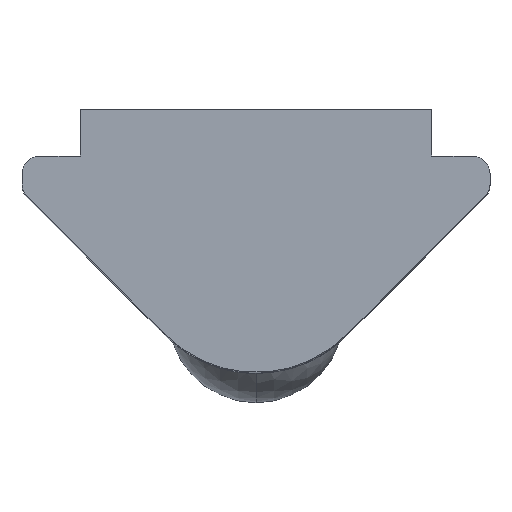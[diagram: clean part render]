
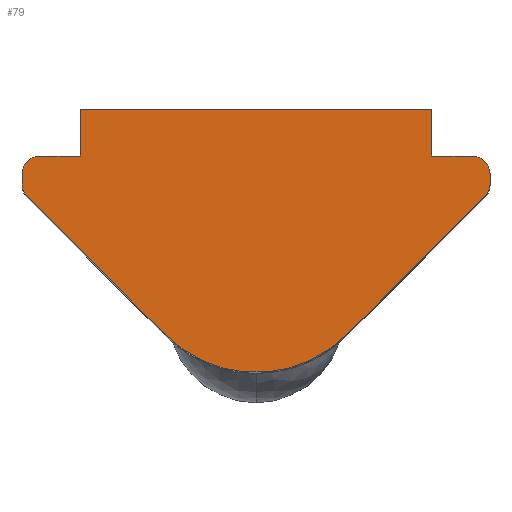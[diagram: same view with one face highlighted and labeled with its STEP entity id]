
A CAD part, top view. The second image highlights one B-rep face of the part: STEP entity #79.
In plain terms, the highlighted planar face has unit normal (0, 0, 1).
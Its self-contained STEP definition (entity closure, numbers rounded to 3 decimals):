
#21 = DIRECTION ( 'NONE',  ( 0., 0., 1. ) ) ;
#29 = EDGE_CURVE ( 'NONE', #862, #874, #294, .T. ) ;
#31 = CARTESIAN_POINT ( 'NONE',  ( -3., 0., 6.5 ) ) ;
#36 = DIRECTION ( 'NONE',  ( -1., 0., 0. ) ) ;
#39 = AXIS2_PLACEMENT_3D ( 'NONE', #575, #21, #440 ) ;
#42 = CARTESIAN_POINT ( 'NONE',  ( 4., -1.1, 6.5 ) ) ;
#51 = EDGE_CURVE ( 'NONE', #874, #206, #653, .T. ) ;
#53 = DIRECTION ( 'NONE',  ( 0., 1., 0. ) ) ;
#54 = EDGE_CURVE ( 'NONE', #58, #71, #615, .T. ) ;
#56 = CARTESIAN_POINT ( 'NONE',  ( -1.536, -3.864, 6.5 ) ) ;
#58 = VERTEX_POINT ( 'NONE', #299 ) ;
#59 = CARTESIAN_POINT ( 'NONE',  ( 4., -1.4, 6.5 ) ) ;
#62 = CARTESIAN_POINT ( 'NONE',  ( -3.7, -1.1, 6.5 ) ) ;
#71 = VERTEX_POINT ( 'NONE', #562 ) ;
#79 = ADVANCED_FACE ( 'NONE', ( #172 ), #829, .F. ) ;
#86 = ORIENTED_EDGE ( 'NONE', *, *, #821, .T. ) ;
#89 = ORIENTED_EDGE ( 'NONE', *, *, #783, .T. ) ;
#90 = CARTESIAN_POINT ( 'NONE',  ( -3., 0., 6.5 ) ) ;
#92 = CARTESIAN_POINT ( 'NONE',  ( -3.7, -0.8, 6.5 ) ) ;
#95 = EDGE_CURVE ( 'NONE', #128, #247, #436, .T. ) ;
#96 = VECTOR ( 'NONE', #587, 1000. ) ;
#107 = EDGE_CURVE ( 'NONE', #247, #448, #570, .T. ) ;
#113 = CARTESIAN_POINT ( 'NONE',  ( 3., -0.8, 6.5 ) ) ;
#117 = CARTESIAN_POINT ( 'NONE',  ( -4., -1.276, 6.5 ) ) ;
#122 = LINE ( 'NONE', #338, #186 ) ;
#127 = VECTOR ( 'NONE', #316, 1000. ) ;
#128 = VERTEX_POINT ( 'NONE', #359 ) ;
#166 = CARTESIAN_POINT ( 'NONE',  ( -3.7, -1.276, 6.5 ) ) ;
#167 = VECTOR ( 'NONE', #198, 1000. ) ;
#168 = AXIS2_PLACEMENT_3D ( 'NONE', #590, #738, #600 ) ;
#172 = FACE_OUTER_BOUND ( 'NONE', #484, .T. ) ;
#186 = VECTOR ( 'NONE', #593, 1000. ) ;
#189 = ORIENTED_EDGE ( 'NONE', *, *, #95, .T. ) ;
#198 = DIRECTION ( 'NONE',  ( 0.707, 0.707, 0. ) ) ;
#206 = VERTEX_POINT ( 'NONE', #223 ) ;
#223 = CARTESIAN_POINT ( 'NONE',  ( -3.912, -1.488, 6.5 ) ) ;
#226 = AXIS2_PLACEMENT_3D ( 'NONE', #62, #719, #382 ) ;
#229 = CARTESIAN_POINT ( 'NONE',  ( 0., -2.327, 6.5 ) ) ;
#238 = CARTESIAN_POINT ( 'NONE',  ( -3., 0., 6.5 ) ) ;
#241 = VECTOR ( 'NONE', #53, 1000. ) ;
#247 = VERTEX_POINT ( 'NONE', #90 ) ;
#250 = CARTESIAN_POINT ( 'NONE',  ( 3., -0.8, 6.5 ) ) ;
#260 = CARTESIAN_POINT ( 'NONE',  ( 4., -0.8, 6.5 ) ) ;
#261 = ORIENTED_EDGE ( 'NONE', *, *, #51, .T. ) ;
#275 = ORIENTED_EDGE ( 'NONE', *, *, #591, .T. ) ;
#281 = LINE ( 'NONE', #260, #241 ) ;
#294 = LINE ( 'NONE', #306, #506 ) ;
#299 = CARTESIAN_POINT ( 'NONE',  ( 3.912, -1.488, 6.5 ) ) ;
#306 = CARTESIAN_POINT ( 'NONE',  ( -4., -0.8, 6.5 ) ) ;
#308 = VERTEX_POINT ( 'NONE', #250 ) ;
#316 = DIRECTION ( 'NONE',  ( 0., -1., 0. ) ) ;
#338 = CARTESIAN_POINT ( 'NONE',  ( 3., 0., 6.5 ) ) ;
#341 = CARTESIAN_POINT ( 'NONE',  ( 1.536, -3.864, 6.5 ) ) ;
#359 = CARTESIAN_POINT ( 'NONE',  ( 3., 0., 6.5 ) ) ;
#364 = LINE ( 'NONE', #753, #415 ) ;
#369 = ORIENTED_EDGE ( 'NONE', *, *, #29, .T. ) ;
#378 = DIRECTION ( 'NONE',  ( 0.707, -0.707, 0. ) ) ;
#379 = DIRECTION ( 'NONE',  ( 0., 0., 1. ) ) ;
#382 = DIRECTION ( 'NONE',  ( -1., 0., 0. ) ) ;
#387 = CARTESIAN_POINT ( 'NONE',  ( -4., -1.1, 6.5 ) ) ;
#396 = ORIENTED_EDGE ( 'NONE', *, *, #528, .T. ) ;
#415 = VECTOR ( 'NONE', #378, 1000. ) ;
#426 = AXIS2_PLACEMENT_3D ( 'NONE', #166, #379, #433 ) ;
#430 = ORIENTED_EDGE ( 'NONE', *, *, #54, .T. ) ;
#433 = DIRECTION ( 'NONE',  ( -1., 0., 0. ) ) ;
#436 = LINE ( 'NONE', #31, #519 ) ;
#440 = DIRECTION ( 'NONE',  ( -1., 0., 0. ) ) ;
#442 = EDGE_CURVE ( 'NONE', #448, #674, #660, .T. ) ;
#448 = VERTEX_POINT ( 'NONE', #655 ) ;
#450 = ORIENTED_EDGE ( 'NONE', *, *, #475, .T. ) ;
#455 = VECTOR ( 'NONE', #718, 1000. ) ;
#462 = CARTESIAN_POINT ( 'NONE',  ( -3., -0.8, 6.5 ) ) ;
#475 = EDGE_CURVE ( 'NONE', #502, #58, #798, .T. ) ;
#484 = EDGE_LOOP ( 'NONE', ( #450, #430, #396, #790, #89, #740, #189, #802, #624, #86, #369, #261, #654, #275 ) ) ;
#502 = VERTEX_POINT ( 'NONE', #341 ) ;
#506 = VECTOR ( 'NONE', #557, 1000. ) ;
#508 = CIRCLE ( 'NONE', #168, 2.173 ) ;
#519 = VECTOR ( 'NONE', #691, 1000. ) ;
#528 = EDGE_CURVE ( 'NONE', #71, #810, #281, .T. ) ;
#552 = VERTEX_POINT ( 'NONE', #744 ) ;
#556 = DIRECTION ( 'NONE',  ( 0., 0., 1. ) ) ;
#557 = DIRECTION ( 'NONE',  ( 0., -1., 0. ) ) ;
#559 = AXIS2_PLACEMENT_3D ( 'NONE', #229, #640, #36 ) ;
#562 = CARTESIAN_POINT ( 'NONE',  ( 4., -1.276, 6.5 ) ) ;
#570 = LINE ( 'NONE', #238, #127 ) ;
#575 = CARTESIAN_POINT ( 'NONE',  ( 3.7, -1.276, 6.5 ) ) ;
#587 = DIRECTION ( 'NONE',  ( -1., 0., 0. ) ) ;
#590 = CARTESIAN_POINT ( 'NONE',  ( 0., -2.327, 6.5 ) ) ;
#591 = EDGE_CURVE ( 'NONE', #834, #502, #508, .T. ) ;
#593 = DIRECTION ( 'NONE',  ( 0., 1., 0. ) ) ;
#600 = DIRECTION ( 'NONE',  ( -1., 0., 0. ) ) ;
#615 = CIRCLE ( 'NONE', #39, 0.3 ) ;
#624 = ORIENTED_EDGE ( 'NONE', *, *, #442, .T. ) ;
#640 = DIRECTION ( 'NONE',  ( 0., 0., -1. ) ) ;
#653 = CIRCLE ( 'NONE', #426, 0.3 ) ;
#654 = ORIENTED_EDGE ( 'NONE', *, *, #729, .T. ) ;
#655 = CARTESIAN_POINT ( 'NONE',  ( -3., -0.8, 6.5 ) ) ;
#660 = LINE ( 'NONE', #462, #455 ) ;
#672 = EDGE_CURVE ( 'NONE', #810, #552, #681, .T. ) ;
#674 = VERTEX_POINT ( 'NONE', #92 ) ;
#681 = CIRCLE ( 'NONE', #785, 0.3 ) ;
#690 = DIRECTION ( 'NONE',  ( -1., 0., 0. ) ) ;
#691 = DIRECTION ( 'NONE',  ( -1., 0., 0. ) ) ;
#718 = DIRECTION ( 'NONE',  ( -1., 0., 0. ) ) ;
#719 = DIRECTION ( 'NONE',  ( 0., 0., 1. ) ) ;
#729 = EDGE_CURVE ( 'NONE', #206, #834, #364, .T. ) ;
#738 = DIRECTION ( 'NONE',  ( 0., 0., 1. ) ) ;
#740 = ORIENTED_EDGE ( 'NONE', *, *, #851, .T. ) ;
#744 = CARTESIAN_POINT ( 'NONE',  ( 3.7, -0.8, 6.5 ) ) ;
#753 = CARTESIAN_POINT ( 'NONE',  ( -1.536, -3.864, 6.5 ) ) ;
#764 = CARTESIAN_POINT ( 'NONE',  ( 3.7, -1.1, 6.5 ) ) ;
#783 = EDGE_CURVE ( 'NONE', #552, #308, #784, .T. ) ;
#784 = LINE ( 'NONE', #113, #96 ) ;
#785 = AXIS2_PLACEMENT_3D ( 'NONE', #764, #556, #690 ) ;
#790 = ORIENTED_EDGE ( 'NONE', *, *, #672, .T. ) ;
#798 = LINE ( 'NONE', #59, #167 ) ;
#802 = ORIENTED_EDGE ( 'NONE', *, *, #107, .T. ) ;
#810 = VERTEX_POINT ( 'NONE', #42 ) ;
#821 = EDGE_CURVE ( 'NONE', #674, #862, #875, .T. ) ;
#829 = PLANE ( 'NONE',  #559 ) ;
#834 = VERTEX_POINT ( 'NONE', #56 ) ;
#851 = EDGE_CURVE ( 'NONE', #308, #128, #122, .T. ) ;
#862 = VERTEX_POINT ( 'NONE', #387 ) ;
#874 = VERTEX_POINT ( 'NONE', #117 ) ;
#875 = CIRCLE ( 'NONE', #226, 0.3 ) ;
